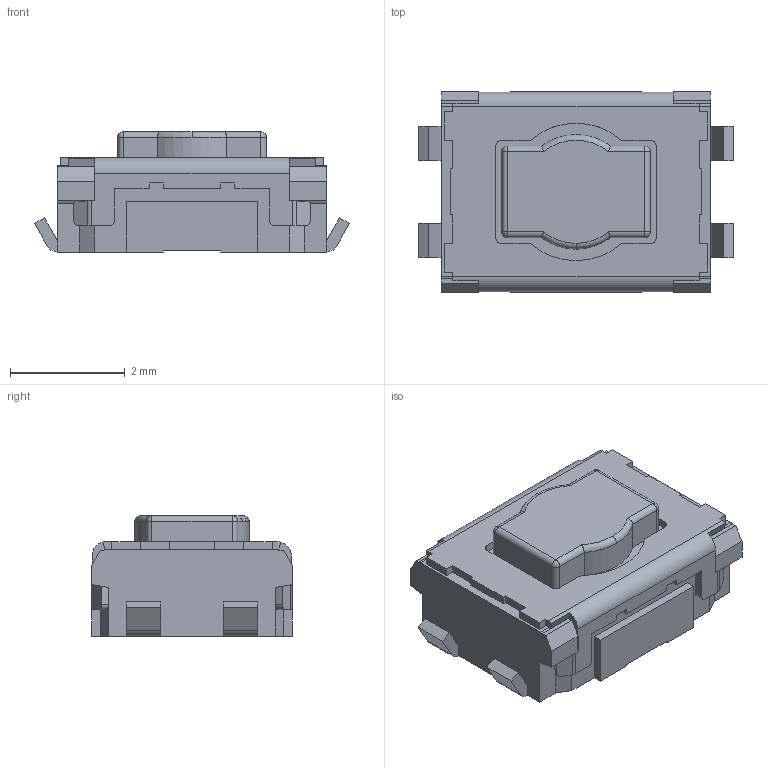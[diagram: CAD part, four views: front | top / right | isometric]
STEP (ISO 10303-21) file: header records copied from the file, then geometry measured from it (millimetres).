
FILE_DESCRIPTION (( 'STEP AP203' ), '1' );
FILE_NAME ('BUT-000000 Rev 01 (Pair,Set button switch).STEP', '2020-12-10T18:25:07', ( '' ), ( '' ), 'SwSTEP 2.0', 'SolidWorks 2020', '' );
FILE_SCHEMA (( 'CONFIG_CONTROL_DESIGN' ));
Length unit declared in the file: millimetre
Products named in the file (1): BUT-000000 Rev 01 (Pair,Set button switch)
Bounding box: 5.5 x 3.5 x 2.1 mm (x, y, z)
Volume: 27.6 mm3; surface area: 72.7 mm2
Topology: 1 solids, 1 shells, 249 faces, 704 edges, 456 vertices
Faces by surface type: plane 193, cylinder 49, sphere 4, torus 3
Entity records: 8062 total; most frequent: CARTESIAN_POINT 1490, ORIENTED_EDGE 1400, DIRECTION 1295, EDGE_CURVE 700, LINE 589, VECTOR 589, VERTEX_POINT 456, AXIS2_PLACEMENT_3D 353
